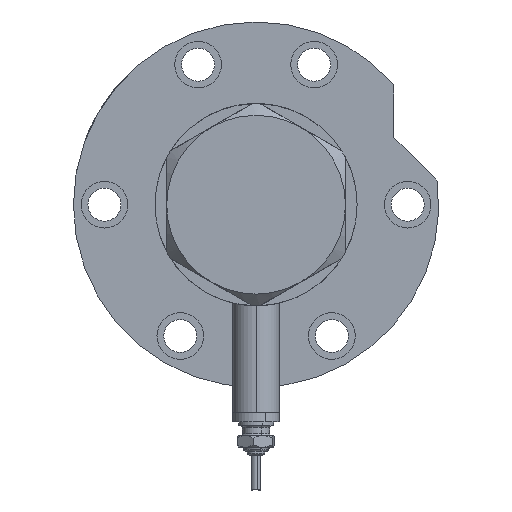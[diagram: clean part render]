
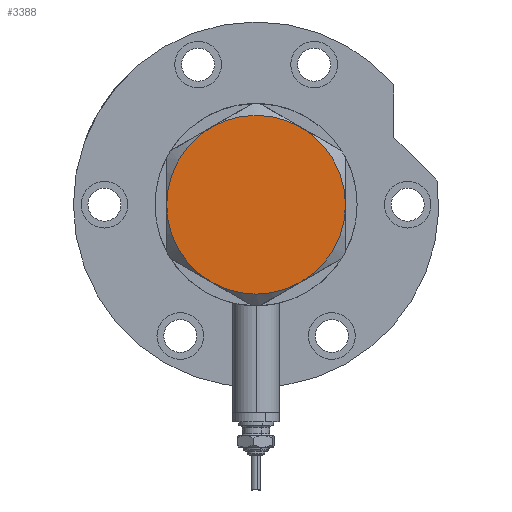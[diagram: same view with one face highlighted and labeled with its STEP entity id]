
A CAD part, left-side view. The second image highlights one B-rep face of the part: STEP entity #3388.
In plain terms, the highlighted face is planar.
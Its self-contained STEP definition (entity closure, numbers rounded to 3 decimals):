
#2 = CIRCLE ( 'NONE', #4236, 23. ) ;
#208 = EDGE_CURVE ( 'NONE', #4555, #8232, #2, .T. ) ;
#339 = FACE_OUTER_BOUND ( 'NONE', #397, .T. ) ;
#397 = EDGE_LOOP ( 'NONE', ( #3297, #7953, #8243, #7093, #8079, #6573 ) ) ;
#426 = PLANE ( 'NONE',  #1854 ) ;
#487 = CARTESIAN_POINT ( 'NONE',  ( 0., 0., 9. ) ) ;
#588 = CARTESIAN_POINT ( 'NONE',  ( 0., 0., 9. ) ) ;
#749 = VERTEX_POINT ( 'NONE', #5120 ) ;
#791 = CARTESIAN_POINT ( 'NONE',  ( 11.5, -19.919, 9. ) ) ;
#866 = DIRECTION ( 'NONE',  ( 1., 0., 0. ) ) ;
#918 = AXIS2_PLACEMENT_3D ( 'NONE', #6809, #5469, #7393 ) ;
#1139 = DIRECTION ( 'NONE',  ( 0., 0., 1. ) ) ;
#1471 = CIRCLE ( 'NONE', #5529, 23. ) ;
#1568 = CIRCLE ( 'NONE', #4249, 23. ) ;
#1645 = VERTEX_POINT ( 'NONE', #791 ) ;
#1854 = AXIS2_PLACEMENT_3D ( 'NONE', #6367, #3080, #5733 ) ;
#1864 = DIRECTION ( 'NONE',  ( 1., 0., 0. ) ) ;
#2545 = CARTESIAN_POINT ( 'NONE',  ( 23., 0., 9. ) ) ;
#2876 = AXIS2_PLACEMENT_3D ( 'NONE', #4161, #8106, #5539 ) ;
#2987 = EDGE_CURVE ( 'NONE', #749, #5881, #1568, .T. ) ;
#3080 = DIRECTION ( 'NONE',  ( 0., 0., 1. ) ) ;
#3088 = CARTESIAN_POINT ( 'NONE',  ( 0., 0., 9. ) ) ;
#3289 = DIRECTION ( 'NONE',  ( 0., 0., 1. ) ) ;
#3297 = ORIENTED_EDGE ( 'NONE', *, *, #7429, .T. ) ;
#3327 = EDGE_CURVE ( 'NONE', #8232, #1645, #4680, .T. ) ;
#3388 = ADVANCED_FACE ( 'NONE', ( #339 ), #426, .T. ) ;
#3566 = CARTESIAN_POINT ( 'NONE',  ( -23., 0., 9. ) ) ;
#3861 = CARTESIAN_POINT ( 'NONE',  ( -11.5, -19.919, 9. ) ) ;
#4094 = DIRECTION ( 'NONE',  ( 1., 0., 0. ) ) ;
#4161 = CARTESIAN_POINT ( 'NONE',  ( 0., 0., 9. ) ) ;
#4224 = DIRECTION ( 'NONE',  ( 0., 0., 1. ) ) ;
#4236 = AXIS2_PLACEMENT_3D ( 'NONE', #588, #3289, #1864 ) ;
#4249 = AXIS2_PLACEMENT_3D ( 'NONE', #3088, #1139, #5059 ) ;
#4555 = VERTEX_POINT ( 'NONE', #3566 ) ;
#4680 = CIRCLE ( 'NONE', #8453, 23. ) ;
#5059 = DIRECTION ( 'NONE',  ( 1., 0., 0. ) ) ;
#5120 = CARTESIAN_POINT ( 'NONE',  ( 11.5, 19.919, 9. ) ) ;
#5267 = EDGE_CURVE ( 'NONE', #5881, #4555, #7508, .T. ) ;
#5469 = DIRECTION ( 'NONE',  ( 0., 0., 1. ) ) ;
#5487 = CARTESIAN_POINT ( 'NONE',  ( -11.5, 19.919, 9. ) ) ;
#5529 = AXIS2_PLACEMENT_3D ( 'NONE', #487, #6029, #4094 ) ;
#5539 = DIRECTION ( 'NONE',  ( 1., 0., 0. ) ) ;
#5733 = DIRECTION ( 'NONE',  ( 1., 0., 0. ) ) ;
#5881 = VERTEX_POINT ( 'NONE', #5487 ) ;
#6029 = DIRECTION ( 'NONE',  ( 0., 0., 1. ) ) ;
#6367 = CARTESIAN_POINT ( 'NONE',  ( 0., 0., 9. ) ) ;
#6573 = ORIENTED_EDGE ( 'NONE', *, *, #3327, .T. ) ;
#6685 = CIRCLE ( 'NONE', #918, 23. ) ;
#6809 = CARTESIAN_POINT ( 'NONE',  ( 0., 0., 9. ) ) ;
#7093 = ORIENTED_EDGE ( 'NONE', *, *, #5267, .T. ) ;
#7393 = DIRECTION ( 'NONE',  ( 1., 0., 0. ) ) ;
#7429 = EDGE_CURVE ( 'NONE', #1645, #7759, #1471, .T. ) ;
#7508 = CIRCLE ( 'NONE', #2876, 23. ) ;
#7558 = CARTESIAN_POINT ( 'NONE',  ( 0., 0., 9. ) ) ;
#7759 = VERTEX_POINT ( 'NONE', #2545 ) ;
#7953 = ORIENTED_EDGE ( 'NONE', *, *, #7962, .T. ) ;
#7962 = EDGE_CURVE ( 'NONE', #7759, #749, #6685, .T. ) ;
#8079 = ORIENTED_EDGE ( 'NONE', *, *, #208, .T. ) ;
#8106 = DIRECTION ( 'NONE',  ( 0., 0., 1. ) ) ;
#8232 = VERTEX_POINT ( 'NONE', #3861 ) ;
#8243 = ORIENTED_EDGE ( 'NONE', *, *, #2987, .T. ) ;
#8453 = AXIS2_PLACEMENT_3D ( 'NONE', #7558, #4224, #866 ) ;
